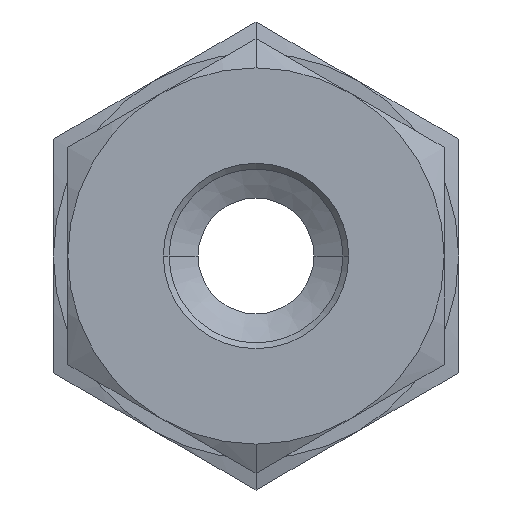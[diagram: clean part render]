
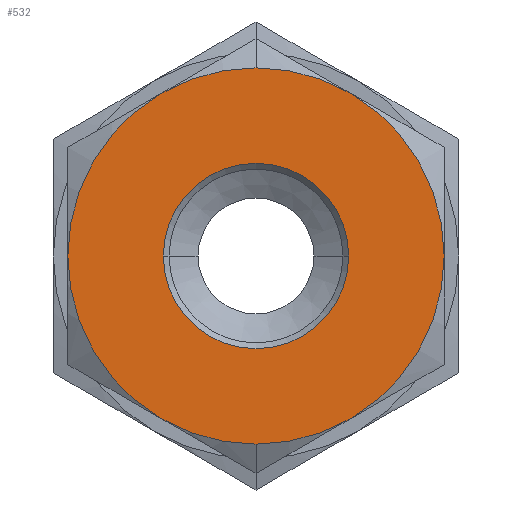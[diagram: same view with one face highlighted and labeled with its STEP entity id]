
A CAD part, left-side view. The second image highlights one B-rep face of the part: STEP entity #532.
In plain terms, the highlighted planar face has unit normal (-1, 0, 0).
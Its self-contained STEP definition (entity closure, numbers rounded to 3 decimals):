
#532=ADVANCED_FACE('',(#1241,#1242),#1243,.T.);
#1241=FACE_OUTER_BOUND('',#2134,.T.);
#1242=FACE_BOUND('',#2135,.T.);
#1243=PLANE('',#2136);
#2134=EDGE_LOOP('',(#3740,#3741,#3742,#3743,#3744,#3745,#3746,#3747));
#2135=EDGE_LOOP('',(#3748,#3749));
#2136=AXIS2_PLACEMENT_3D('',#3750,#3751,#3752);
#3740=ORIENTED_EDGE('',*,*,#5948,.T.);
#3741=ORIENTED_EDGE('',*,*,#5806,.T.);
#3742=ORIENTED_EDGE('',*,*,#5949,.F.);
#3743=ORIENTED_EDGE('',*,*,#5950,.F.);
#3744=ORIENTED_EDGE('',*,*,#5778,.T.);
#3745=ORIENTED_EDGE('',*,*,#5951,.T.);
#3746=ORIENTED_EDGE('',*,*,#5952,.F.);
#3747=ORIENTED_EDGE('',*,*,#5953,.F.);
#3748=ORIENTED_EDGE('',*,*,#5954,.T.);
#3749=ORIENTED_EDGE('',*,*,#5955,.T.);
#3750=CARTESIAN_POINT('',(-13.45,0.0,0.0));
#3751=DIRECTION('',(-1.0,0.0,0.0));
#3752=DIRECTION('',(0.0,0.0,1.0));
#5778=EDGE_CURVE('',#7117,#7115,#7118,.T.);
#5806=EDGE_CURVE('',#7157,#7160,#7162,.T.);
#5948=EDGE_CURVE('',#7392,#7157,#7393,.T.);
#5949=EDGE_CURVE('',#7272,#7160,#7394,.T.);
#5950=EDGE_CURVE('',#7117,#7272,#7395,.T.);
#5951=EDGE_CURVE('',#7115,#7396,#7397,.T.);
#5952=EDGE_CURVE('',#7181,#7396,#7398,.T.);
#5953=EDGE_CURVE('',#7392,#7181,#7399,.T.);
#5954=EDGE_CURVE('',#7400,#7401,#7402,.T.);
#5955=EDGE_CURVE('',#7401,#7400,#7403,.T.);
#7115=VERTEX_POINT('',#9021);
#7117=VERTEX_POINT('',#9024);
#7118=CIRCLE('',#9025,6.5);
#7157=VERTEX_POINT('',#9096);
#7160=VERTEX_POINT('',#9100);
#7162=CIRCLE('',#9111,6.5);
#7181=VERTEX_POINT('',#9146);
#7272=VERTEX_POINT('',#9298);
#7392=VERTEX_POINT('',#9505);
#7393=CIRCLE('',#9506,6.5);
#7394=CIRCLE('',#9507,6.5);
#7395=CIRCLE('',#9508,6.5);
#7396=VERTEX_POINT('',#9509);
#7397=CIRCLE('',#9510,6.5);
#7398=CIRCLE('',#9511,6.5);
#7399=CIRCLE('',#9512,6.5);
#7400=VERTEX_POINT('',#9513);
#7401=VERTEX_POINT('',#9514);
#7402=CIRCLE('',#9515,3.2);
#7403=CIRCLE('',#9516,3.2);
#9021=CARTESIAN_POINT('',(-13.45,0.,6.5));
#9024=CARTESIAN_POINT('',(-13.45,-3.25,5.629));
#9025=AXIS2_PLACEMENT_3D('',#10875,#10876,#10877);
#9096=CARTESIAN_POINT('',(-13.45,0.,-6.5));
#9100=CARTESIAN_POINT('',(-13.45,-3.25,-5.629));
#9111=AXIS2_PLACEMENT_3D('',#10899,#10900,#10901);
#9146=CARTESIAN_POINT('',(-13.45,6.5,0.));
#9298=CARTESIAN_POINT('',(-13.45,-6.5,0.));
#9505=CARTESIAN_POINT('',(-13.45,3.25,-5.629));
#9506=AXIS2_PLACEMENT_3D('',#11081,#11082,#11083);
#9507=AXIS2_PLACEMENT_3D('',#11084,#11085,#11086);
#9508=AXIS2_PLACEMENT_3D('',#11087,#11088,#11089);
#9509=CARTESIAN_POINT('',(-13.45,3.25,5.629));
#9510=AXIS2_PLACEMENT_3D('',#11090,#11091,#11092);
#9511=AXIS2_PLACEMENT_3D('',#11093,#11094,#11095);
#9512=AXIS2_PLACEMENT_3D('',#11096,#11097,#11098);
#9513=CARTESIAN_POINT('',(-13.45,3.2,0.0));
#9514=CARTESIAN_POINT('',(-13.45,-3.2,0.));
#9515=AXIS2_PLACEMENT_3D('',#11099,#11100,#11101);
#9516=AXIS2_PLACEMENT_3D('',#11102,#11103,#11104);
#10875=CARTESIAN_POINT('',(-13.45,0.0,0.0));
#10876=DIRECTION('',(-1.0,0.0,0.0));
#10877=DIRECTION('',(0.0,-0.5,0.866));
#10899=CARTESIAN_POINT('',(-13.45,0.0,0.0));
#10900=DIRECTION('',(-1.0,0.0,0.0));
#10901=DIRECTION('',(0.0,0.5,-0.866));
#11081=CARTESIAN_POINT('',(-13.45,0.0,0.0));
#11082=DIRECTION('',(-1.0,0.0,0.0));
#11083=DIRECTION('',(0.0,0.5,-0.866));
#11084=CARTESIAN_POINT('',(-13.45,0.0,0.0));
#11085=DIRECTION('',(1.0,0.0,0.0));
#11086=DIRECTION('',(0.0,-1.0,0.));
#11087=CARTESIAN_POINT('',(-13.45,0.0,0.0));
#11088=DIRECTION('',(1.0,0.0,0.0));
#11089=DIRECTION('',(0.0,-0.5,0.866));
#11090=CARTESIAN_POINT('',(-13.45,0.0,0.0));
#11091=DIRECTION('',(-1.0,0.0,0.0));
#11092=DIRECTION('',(0.0,-0.5,0.866));
#11093=CARTESIAN_POINT('',(-13.45,0.0,0.0));
#11094=DIRECTION('',(1.0,0.0,0.0));
#11095=DIRECTION('',(0.0,1.0,0.));
#11096=CARTESIAN_POINT('',(-13.45,0.0,0.0));
#11097=DIRECTION('',(1.0,0.0,0.0));
#11098=DIRECTION('',(0.0,0.5,-0.866));
#11099=CARTESIAN_POINT('',(-13.45,0.0,0.0));
#11100=DIRECTION('',(1.0,0.0,0.0));
#11101=DIRECTION('',(0.0,-1.0,0.0));
#11102=CARTESIAN_POINT('',(-13.45,0.0,0.0));
#11103=DIRECTION('',(1.0,0.0,0.0));
#11104=DIRECTION('',(0.0,-1.0,0.0));
